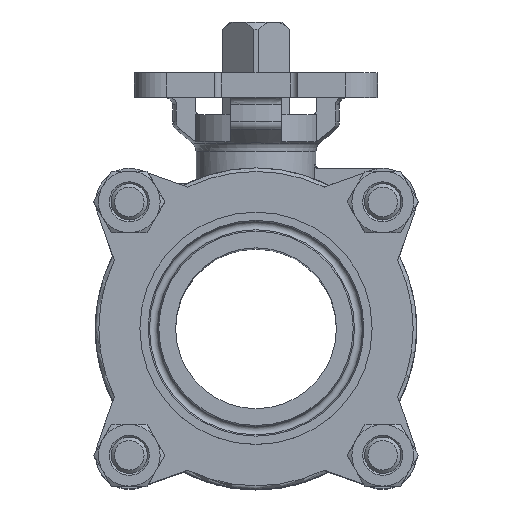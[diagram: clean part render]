
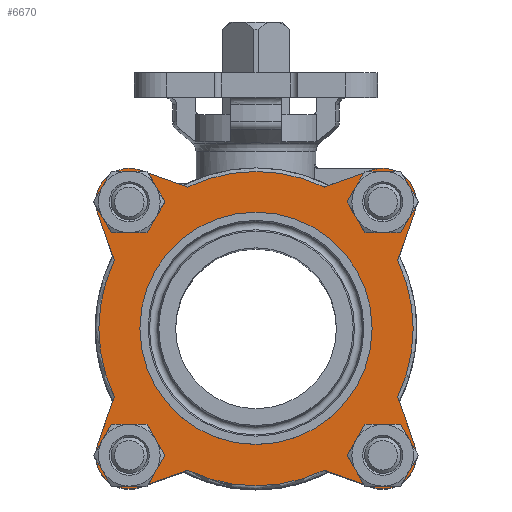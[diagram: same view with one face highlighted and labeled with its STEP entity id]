
A CAD part, top view. The second image highlights one B-rep face of the part: STEP entity #6670.
In plain terms, the highlighted planar face has unit normal (0, 0, 1).
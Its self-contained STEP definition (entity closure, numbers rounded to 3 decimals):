
#159=LINE('',#11620,#449);
#160=LINE('',#11624,#450);
#161=LINE('',#11625,#451);
#162=LINE('',#11629,#452);
#163=LINE('',#11630,#453);
#164=LINE('',#11634,#454);
#165=LINE('',#11635,#455);
#166=LINE('',#11639,#456);
#449=VECTOR('',#8724,1000.);
#450=VECTOR('',#8727,1000.);
#451=VECTOR('',#8728,1000.);
#452=VECTOR('',#8731,1000.);
#453=VECTOR('',#8732,1000.);
#454=VECTOR('',#8735,1000.);
#455=VECTOR('',#8736,1000.);
#456=VECTOR('',#8739,1000.);
#1872=ORIENTED_EDGE('',*,*,#3788,.F.);
#1873=ORIENTED_EDGE('',*,*,#3789,.F.);
#1874=ORIENTED_EDGE('',*,*,#3790,.F.);
#1875=ORIENTED_EDGE('',*,*,#3791,.F.);
#1876=ORIENTED_EDGE('',*,*,#3792,.F.);
#1877=ORIENTED_EDGE('',*,*,#3793,.T.);
#1878=ORIENTED_EDGE('',*,*,#3794,.T.);
#1879=ORIENTED_EDGE('',*,*,#3795,.T.);
#1880=ORIENTED_EDGE('',*,*,#3554,.F.);
#1881=ORIENTED_EDGE('',*,*,#3796,.T.);
#1882=ORIENTED_EDGE('',*,*,#3797,.T.);
#1883=ORIENTED_EDGE('',*,*,#3798,.T.);
#1884=ORIENTED_EDGE('',*,*,#3560,.F.);
#1885=ORIENTED_EDGE('',*,*,#3799,.T.);
#1886=ORIENTED_EDGE('',*,*,#3800,.T.);
#1887=ORIENTED_EDGE('',*,*,#3801,.T.);
#1888=ORIENTED_EDGE('',*,*,#3564,.F.);
#1889=ORIENTED_EDGE('',*,*,#3802,.T.);
#1890=ORIENTED_EDGE('',*,*,#3803,.T.);
#1891=ORIENTED_EDGE('',*,*,#3804,.T.);
#1892=ORIENTED_EDGE('',*,*,#3805,.T.);
#3554=EDGE_CURVE('',#4478,#4480,#5030,.T.);
#3560=EDGE_CURVE('',#4485,#4483,#5033,.T.);
#3564=EDGE_CURVE('',#4489,#4487,#5035,.T.);
#3788=EDGE_CURVE('',#4658,#4658,#5124,.T.);
#3789=EDGE_CURVE('',#4659,#4659,#5125,.T.);
#3790=EDGE_CURVE('',#4660,#4660,#5126,.T.);
#3791=EDGE_CURVE('',#4661,#4661,#5127,.T.);
#3792=EDGE_CURVE('',#4662,#4663,#5128,.T.);
#3793=EDGE_CURVE('',#4662,#4664,#159,.T.);
#3794=EDGE_CURVE('',#4664,#4665,#5129,.T.);
#3795=EDGE_CURVE('',#4665,#4480,#160,.T.);
#3796=EDGE_CURVE('',#4478,#4666,#161,.T.);
#3797=EDGE_CURVE('',#4666,#4667,#5130,.T.);
#3798=EDGE_CURVE('',#4667,#4483,#162,.T.);
#3799=EDGE_CURVE('',#4485,#4668,#163,.T.);
#3800=EDGE_CURVE('',#4668,#4669,#5131,.T.);
#3801=EDGE_CURVE('',#4669,#4487,#164,.T.);
#3802=EDGE_CURVE('',#4489,#4670,#165,.T.);
#3803=EDGE_CURVE('',#4670,#4671,#5132,.T.);
#3804=EDGE_CURVE('',#4671,#4663,#166,.T.);
#3805=EDGE_CURVE('',#4672,#4672,#5133,.T.);
#4478=VERTEX_POINT('',#10976);
#4480=VERTEX_POINT('',#10979);
#4483=VERTEX_POINT('',#10994);
#4485=VERTEX_POINT('',#11002);
#4487=VERTEX_POINT('',#11011);
#4489=VERTEX_POINT('',#11019);
#4658=VERTEX_POINT('',#11610);
#4659=VERTEX_POINT('',#11612);
#4660=VERTEX_POINT('',#11614);
#4661=VERTEX_POINT('',#11616);
#4662=VERTEX_POINT('',#11618);
#4663=VERTEX_POINT('',#11619);
#4664=VERTEX_POINT('',#11621);
#4665=VERTEX_POINT('',#11623);
#4666=VERTEX_POINT('',#11626);
#4667=VERTEX_POINT('',#11628);
#4668=VERTEX_POINT('',#11631);
#4669=VERTEX_POINT('',#11633);
#4670=VERTEX_POINT('',#11636);
#4671=VERTEX_POINT('',#11638);
#4672=VERTEX_POINT('',#11641);
#5030=CIRCLE('',#7224,43.3);
#5033=CIRCLE('',#7228,43.3);
#5035=CIRCLE('',#7231,43.3);
#5124=CIRCLE('',#7357,8.);
#5125=CIRCLE('',#7358,8.);
#5126=CIRCLE('',#7359,8.);
#5127=CIRCLE('',#7360,8.);
#5128=CIRCLE('',#7361,43.3);
#5129=CIRCLE('',#7362,9.25);
#5130=CIRCLE('',#7363,9.25);
#5131=CIRCLE('',#7364,9.25);
#5132=CIRCLE('',#7365,9.25);
#5133=CIRCLE('',#7366,30.363);
#5450=EDGE_LOOP('',(#1872));
#5451=EDGE_LOOP('',(#1873));
#5452=EDGE_LOOP('',(#1874));
#5453=EDGE_LOOP('',(#1875));
#5454=EDGE_LOOP('',(#1876,#1877,#1878,#1879,#1880,#1881,#1882,#1883,#1884,
#1885,#1886,#1887,#1888,#1889,#1890,#1891));
#5455=EDGE_LOOP('',(#1892));
#5995=FACE_BOUND('',#5450,.T.);
#5996=FACE_BOUND('',#5451,.T.);
#5997=FACE_BOUND('',#5452,.T.);
#5998=FACE_BOUND('',#5453,.T.);
#5999=FACE_BOUND('',#5454,.T.);
#6000=FACE_BOUND('',#5455,.T.);
#6396=PLANE('',#7356);
#6670=ADVANCED_FACE('',(#5995,#5996,#5997,#5998,#5999,#6000),#6396,.F.);
#7224=AXIS2_PLACEMENT_3D('',#10978,#8353,#8354);
#7228=AXIS2_PLACEMENT_3D('',#11003,#8361,#8362);
#7231=AXIS2_PLACEMENT_3D('',#11020,#8367,#8368);
#7356=AXIS2_PLACEMENT_3D('',#11608,#8712,#8713);
#7357=AXIS2_PLACEMENT_3D('',#11609,#8714,#8715);
#7358=AXIS2_PLACEMENT_3D('',#11611,#8716,#8717);
#7359=AXIS2_PLACEMENT_3D('',#11613,#8718,#8719);
#7360=AXIS2_PLACEMENT_3D('',#11615,#8720,#8721);
#7361=AXIS2_PLACEMENT_3D('',#11617,#8722,#8723);
#7362=AXIS2_PLACEMENT_3D('',#11622,#8725,#8726);
#7363=AXIS2_PLACEMENT_3D('',#11627,#8729,#8730);
#7364=AXIS2_PLACEMENT_3D('',#11632,#8733,#8734);
#7365=AXIS2_PLACEMENT_3D('',#11637,#8737,#8738);
#7366=AXIS2_PLACEMENT_3D('',#11640,#8740,#8741);
#8353=DIRECTION('',(0.,0.,-1.));
#8354=DIRECTION('',(-1.,0.,0.));
#8361=DIRECTION('',(0.,0.,-1.));
#8362=DIRECTION('',(-1.,0.,0.));
#8367=DIRECTION('',(0.,0.,-1.));
#8368=DIRECTION('',(-1.,0.,0.));
#8712=DIRECTION('',(0.,0.,-1.));
#8713=DIRECTION('',(-1.,0.,0.));
#8714=DIRECTION('',(0.,0.,1.));
#8715=DIRECTION('',(1.,0.,0.));
#8716=DIRECTION('',(0.,0.,1.));
#8717=DIRECTION('',(1.,0.,0.));
#8718=DIRECTION('',(0.,0.,1.));
#8719=DIRECTION('',(1.,0.,0.));
#8720=DIRECTION('',(0.,0.,1.));
#8721=DIRECTION('',(1.,0.,0.));
#8722=DIRECTION('',(0.,0.,-1.));
#8723=DIRECTION('',(-1.,0.,0.));
#8724=DIRECTION('',(-0.943,0.334,0.));
#8725=DIRECTION('',(0.,0.,1.));
#8726=DIRECTION('',(1.,0.,0.));
#8727=DIRECTION('',(0.334,-0.943,0.));
#8728=DIRECTION('',(-0.334,-0.943,0.));
#8729=DIRECTION('',(0.,0.,1.));
#8730=DIRECTION('',(1.,0.,0.));
#8731=DIRECTION('',(0.943,0.334,0.));
#8732=DIRECTION('',(0.943,-0.334,0.));
#8733=DIRECTION('',(0.,0.,1.));
#8734=DIRECTION('',(1.,0.,0.));
#8735=DIRECTION('',(-0.334,0.943,0.));
#8736=DIRECTION('',(0.334,0.943,0.));
#8737=DIRECTION('',(0.,0.,1.));
#8738=DIRECTION('',(1.,0.,0.));
#8739=DIRECTION('',(-0.943,-0.334,0.));
#8740=DIRECTION('',(0.,0.,-1.));
#8741=DIRECTION('',(-1.,0.,0.));
#10976=CARTESIAN_POINT('',(-39.014,-18.783,45.5));
#10978=CARTESIAN_POINT('',(0.,0.,45.5));
#10979=CARTESIAN_POINT('',(-39.014,18.783,45.5));
#10994=CARTESIAN_POINT('',(-18.783,-39.014,45.5));
#11002=CARTESIAN_POINT('',(18.783,-39.014,45.5));
#11003=CARTESIAN_POINT('',(0.,0.,45.5));
#11011=CARTESIAN_POINT('',(39.014,-18.783,45.5));
#11019=CARTESIAN_POINT('',(39.014,18.783,45.5));
#11020=CARTESIAN_POINT('',(0.,0.,45.5));
#11608=CARTESIAN_POINT('',(0.,0.,45.5));
#11609=CARTESIAN_POINT('',(34.913,-34.913,45.5));
#11610=CARTESIAN_POINT('',(42.913,-34.913,45.5));
#11611=CARTESIAN_POINT('',(-34.913,-34.913,45.5));
#11612=CARTESIAN_POINT('',(-26.913,-34.913,45.5));
#11613=CARTESIAN_POINT('',(-34.913,34.913,45.5));
#11614=CARTESIAN_POINT('',(-26.913,34.913,45.5));
#11615=CARTESIAN_POINT('',(34.913,34.913,45.5));
#11616=CARTESIAN_POINT('',(42.913,34.913,45.5));
#11617=CARTESIAN_POINT('',(0.,0.,45.5));
#11618=CARTESIAN_POINT('',(-18.783,39.014,45.5));
#11619=CARTESIAN_POINT('',(18.783,39.014,45.5));
#11620=CARTESIAN_POINT('',(0.,32.363,45.5));
#11621=CARTESIAN_POINT('',(-31.826,43.633,45.5));
#11622=CARTESIAN_POINT('',(-34.913,34.913,45.5));
#11623=CARTESIAN_POINT('',(-43.633,31.826,45.5));
#11624=CARTESIAN_POINT('',(-43.633,31.826,45.5));
#11625=CARTESIAN_POINT('',(-32.363,0.,45.5));
#11626=CARTESIAN_POINT('',(-43.633,-31.826,45.5));
#11627=CARTESIAN_POINT('',(-34.913,-34.913,45.5));
#11628=CARTESIAN_POINT('',(-31.826,-43.633,45.5));
#11629=CARTESIAN_POINT('',(-31.826,-43.633,45.5));
#11630=CARTESIAN_POINT('',(0.,-32.363,45.5));
#11631=CARTESIAN_POINT('',(31.826,-43.633,45.5));
#11632=CARTESIAN_POINT('',(34.913,-34.913,45.5));
#11633=CARTESIAN_POINT('',(43.633,-31.826,45.5));
#11634=CARTESIAN_POINT('',(43.633,-31.826,45.5));
#11635=CARTESIAN_POINT('',(32.363,0.,45.5));
#11636=CARTESIAN_POINT('',(43.633,31.826,45.5));
#11637=CARTESIAN_POINT('',(34.913,34.913,45.5));
#11638=CARTESIAN_POINT('',(31.826,43.633,45.5));
#11639=CARTESIAN_POINT('',(31.826,43.633,45.5));
#11640=CARTESIAN_POINT('',(0.,0.,45.5));
#11641=CARTESIAN_POINT('',(-30.363,0.,45.5));
